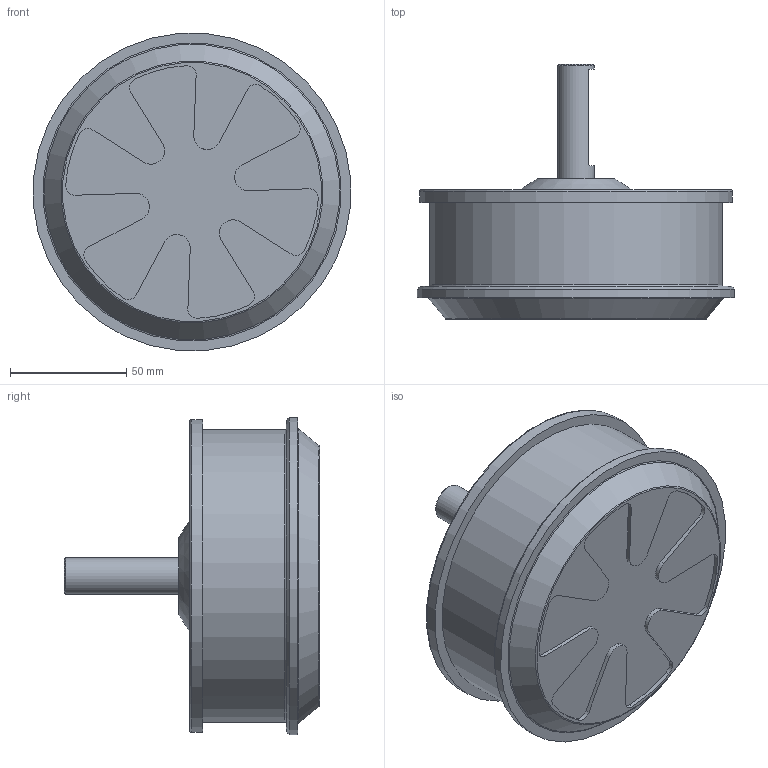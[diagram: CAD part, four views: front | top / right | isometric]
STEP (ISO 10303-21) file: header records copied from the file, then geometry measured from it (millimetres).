
FILE_DESCRIPTION(/* description */ (''),/* implementation_level */ '2;1');
FILE_NAME(/* name */ 'Hoverboard_Motor v4.step',/* time_stamp */ '2021-05-05T12:37:36-07:00',/* author */ (''),/* organization */ (''),/* preprocessor_version */ 'ST-DEVELOPER v18.1',/* originating_system */ 'Autodesk Translation Framework v9.7.1.1290',/* authorisation */ '');
FILE_SCHEMA (('AUTOMOTIVE_DESIGN { 1 0 10303 214 3 1 1 }'));
Length unit declared in the file: inch
Products named in the file (4): Hoverboard_Motor; Hoverboard_Motor_1; Stator; Rotor
Assembly tree (3 placements, depth 3):
  Hoverboard_Motor
    Hoverboard_Motor_1
      Stator
      Rotor
Bounding box: 136.31 x 109.61 x 136.31 mm (x, y, z)
Volume: 709177.4 mm3; surface area: 61078.3 mm2
Topology: 3 solids, 3 shells, 103 faces, 238 edges, 148 vertices
Faces by surface type: cylinder 54, plane 35, cone 10, torus 4
Full cylindrical faces by diameter (mm): 2.769 x6, 15.85 x1, 126 x1, 134.93 x1, 136.78 x1
Entity records: 3092 total; most frequent: DIRECTION 584, CARTESIAN_POINT 536, ORIENTED_EDGE 476, AXIS2_PLACEMENT_3D 240, EDGE_CURVE 238, VERTEX_POINT 148, CIRCLE 130, EDGE_LOOP 114
